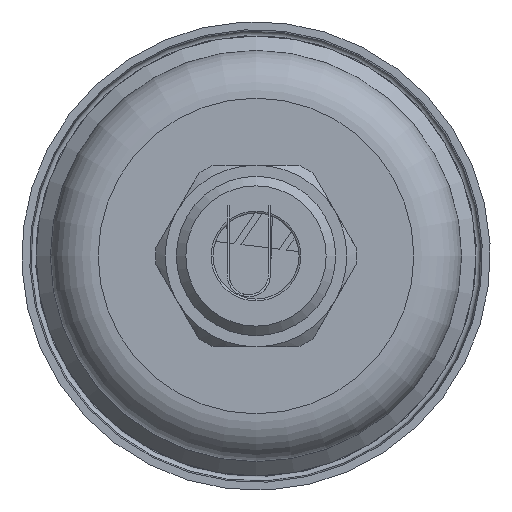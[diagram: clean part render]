
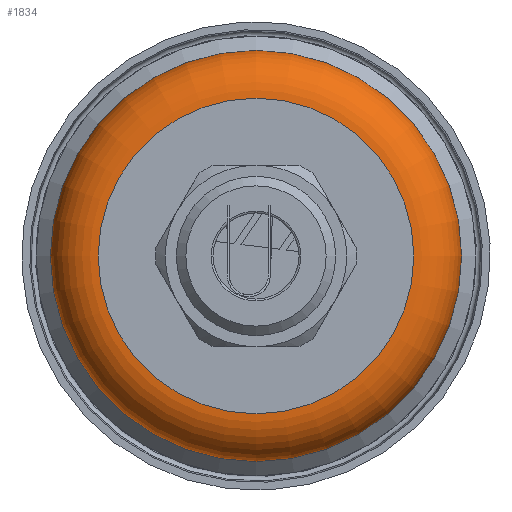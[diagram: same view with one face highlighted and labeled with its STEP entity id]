
A CAD part, front view. The second image highlights one B-rep face of the part: STEP entity #1834.
In plain terms, the highlighted toroidal (fillet/blend) face has major radius 16.5 mm and minor radius 5 mm.
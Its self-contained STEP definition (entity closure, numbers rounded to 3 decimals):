
#386 = VERTEX_POINT ( 'NONE', #952 ) ;
#522 = AXIS2_PLACEMENT_3D ( 'NONE', #714, #4757, #1284 ) ;
#714 = CARTESIAN_POINT ( 'NONE',  ( 31.537, -16.659, -26.129 ) ) ;
#922 = CARTESIAN_POINT ( 'NONE',  ( 31.537, -21.659, -9.629 ) ) ;
#952 = CARTESIAN_POINT ( 'NONE',  ( 31.537, -16.659, -4.629 ) ) ;
#1284 = DIRECTION ( 'NONE',  ( 0., 0., 1. ) ) ;
#1626 = DIRECTION ( 'NONE',  ( 0., 1., 0. ) ) ;
#1715 = CIRCLE ( 'NONE', #522, 21.5 ) ;
#1792 = ORIENTED_EDGE ( 'NONE', *, *, #2444, .T. ) ;
#1834 = ADVANCED_FACE ( 'NONE', ( #5628, #6038 ), #4754, .T. ) ;
#2217 = EDGE_LOOP ( 'NONE', ( #5542 ) ) ;
#2444 = EDGE_CURVE ( 'NONE', #5351, #5351, #3889, .T. ) ;
#2809 = DIRECTION ( 'NONE',  ( 0., 0., 1. ) ) ;
#3819 = CARTESIAN_POINT ( 'NONE',  ( 31.537, -16.659, -26.129 ) ) ;
#3843 = DIRECTION ( 'NONE',  ( 0., 1., 0. ) ) ;
#3889 = CIRCLE ( 'NONE', #3988, 16.5 ) ;
#3988 = AXIS2_PLACEMENT_3D ( 'NONE', #5118, #1626, #5678 ) ;
#4754 = TOROIDAL_SURFACE ( 'NONE', #6499, 16.5, 5. ) ;
#4757 = DIRECTION ( 'NONE',  ( 0., 1., 0. ) ) ;
#4931 = EDGE_LOOP ( 'NONE', ( #1792 ) ) ;
#5021 = EDGE_CURVE ( 'NONE', #386, #386, #1715, .T. ) ;
#5118 = CARTESIAN_POINT ( 'NONE',  ( 31.537, -21.659, -26.129 ) ) ;
#5351 = VERTEX_POINT ( 'NONE', #922 ) ;
#5542 = ORIENTED_EDGE ( 'NONE', *, *, #5021, .F. ) ;
#5628 = FACE_OUTER_BOUND ( 'NONE', #2217, .T. ) ;
#5678 = DIRECTION ( 'NONE',  ( 0., 0., 1. ) ) ;
#6038 = FACE_OUTER_BOUND ( 'NONE', #4931, .T. ) ;
#6499 = AXIS2_PLACEMENT_3D ( 'NONE', #3819, #3843, #2809 ) ;
